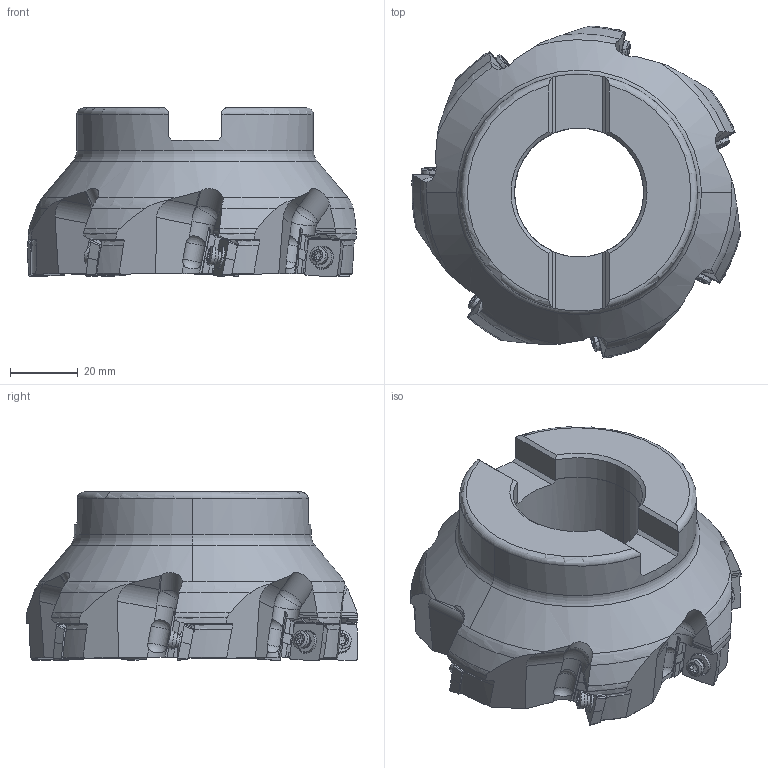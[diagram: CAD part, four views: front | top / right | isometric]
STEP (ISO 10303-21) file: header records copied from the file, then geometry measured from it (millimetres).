
FILE_DESCRIPTION(/* description */ (''),/* implementation_level */ '2;1');
FILE_NAME(/* name */ 'ASX400R0407E.stp',/* time_stamp */ '2021-09-08T11:42:00+09:00',/* author */ (''),/* organization */ (''),/* preprocessor_version */ 'ST-DEVELOPER v16',/* originating_system */ 'SIEMENS PLM Software NX 10.0',/* authorisation */ '');
FILE_SCHEMA (('AUTOMOTIVE_DESIGN { 1 0 10303 214 3 1 1 1 }'));
Length unit declared in the file: millimetre
Products named in the file (1): ASX400R0407E_ASM
Bounding box: 97.09 x 98.08 x 49.72 mm (x, y, z)
Volume: 167297.9 mm3; surface area: 35538.2 mm2
Topology: 22 solids, 22 shells, 1042 faces, 3008 edges, 2052 vertices
Faces by surface type: plane 412, cylinder 353, cone 143, torus 57, sphere 35, extrusion 28, bspline 14
Entity records: 42471 total; most frequent: CARTESIAN_POINT 15026, ORIENTED_EDGE 5862, DIRECTION 5297, EDGE_CURVE 2931, AXIS2_PLACEMENT_3D 2019, VERTEX_POINT 1975, VECTOR 1259, LINE 1231
